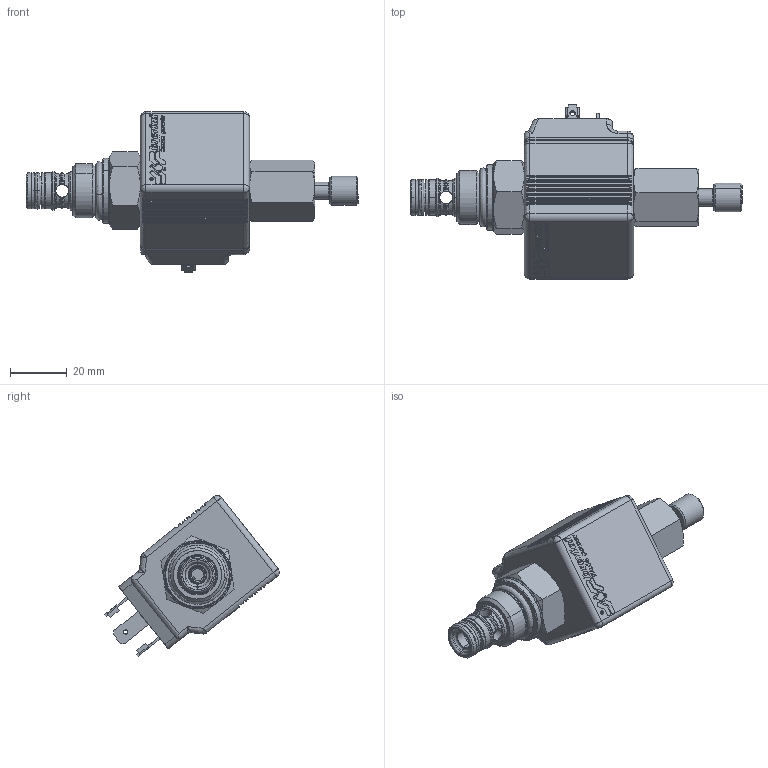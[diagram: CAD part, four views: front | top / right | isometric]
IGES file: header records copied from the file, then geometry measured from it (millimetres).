
Start section: SolidWorks IGES file using analytic representation for surfaces
Global section: file name: CRD0422NCAEMP32.igs; native system: SolidWorks 2012; preprocessor: SolidWorks 2012; author: serviziopdm; date: 131001.165246; units: millimetre
Bounding box: 116.94 x 61.47 x 56.64 mm (x, y, z)
Surface area: 27623.9 mm2 (no closed solid volume)
Topology: 0 solids, 0 shells, 1274 faces, 10542 edges, 10526 vertices
Faces by surface type: bspline 796, revolution 478
